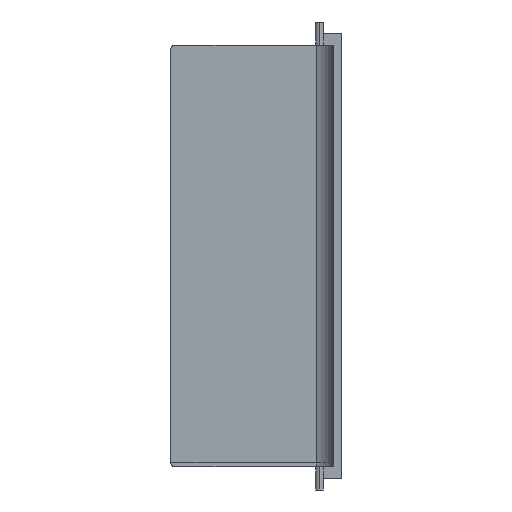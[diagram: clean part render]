
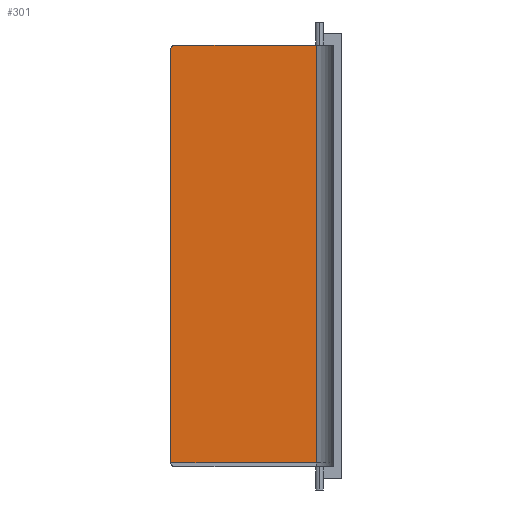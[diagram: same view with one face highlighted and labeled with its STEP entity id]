
A CAD part, left-side view. The second image highlights one B-rep face of the part: STEP entity #301.
In plain terms, the highlighted planar face has unit normal (-1, 0, 0).
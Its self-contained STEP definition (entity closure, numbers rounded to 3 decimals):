
#90=CARTESIAN_POINT('POINT10',(99.,-10.314,-70.
   ));
#91=VERTEX_POINT('VERTEX10',#90);
#99=CARTESIAN_POINT('POINT11',(99.,8.5,-70.));
#100=VERTEX_POINT('VERTEX11',#99);
#101=CARTESIAN_POINT('POS13',(99.,13.527,-70.))
   ;
#102=DIRECTION('DIR16',(0.,-1.,0.));
#103=VECTOR('VEC10',#102,1.);
#104=LINE('STRAIGHT10',#101,#103);
#105=EDGE_CURVE('EDGE11',#100,#91,#104,.T.);
#229=CARTESIAN_POINT('POINT14',(99.,-10.314,
   -16.));
#230=VERTEX_POINT('VERTEX14',#229);
#231=CARTESIAN_POINT('POS17',(99.,-10.314,-5.)
   );
#232=DIRECTION('DIR23',(0.,0.,-1.));
#233=VECTOR('VEC11',#232,1.);
#234=LINE('STRAIGHT11',#231,#233);
#235=EDGE_CURVE('EDGE16',#230,#91,#234,.T.);
#261=CARTESIAN_POINT('POINT16',(99.,8.5,-16.5));
#262=VERTEX_POINT('VERTEX16',#261);
#263=CARTESIAN_POINT('POS21',(99.,8.5,-8.));
#264=DIRECTION('DIR29',(0.,0.,-1.));
#265=VECTOR('VEC13',#264,1.);
#266=LINE('STRAIGHT13',#263,#265);
#267=EDGE_CURVE('EDGE19',#100,#262,#266,.F.);
#268=ORIENTED_EDGE('COEDGE22',*,*,#267,.F.);
#269=ORIENTED_EDGE('COEDGE23',*,*,#105,.T.);
#270=ORIENTED_EDGE('COEDGE24',*,*,#235,.F.);
#271=CARTESIAN_POINT('POINT17',(99.,-10.2,-16.));
#272=VERTEX_POINT('VERTEX17',#271);
#273=CARTESIAN_POINT('POS22',(99.,-13.5,-16.));
#274=DIRECTION('DIR30',(0.,-1.,0.));
#275=VECTOR('VEC14',#274,1.);
#276=LINE('STRAIGHT14',#273,#275);
#277=EDGE_CURVE('EDGE20',#230,#272,#276,.F.);
#278=ORIENTED_EDGE('COEDGE25',*,*,#277,.T.);
#279=CARTESIAN_POINT('POINT18',(99.,8.,-16.));
#280=VERTEX_POINT('VERTEX18',#279);
#281=CARTESIAN_POINT('POS23',(99.,-13.5,-16.));
#282=DIRECTION('DIR31',(0.,1.,0.));
#283=VECTOR('VEC15',#282,1.);
#284=LINE('STRAIGHT15',#281,#283);
#285=EDGE_CURVE('EDGE21',#272,#280,#284,.T.);
#286=ORIENTED_EDGE('COEDGE26',*,*,#285,.T.);
#287=CARTESIAN_POINT('POS24',(99.,8.,-16.5));
#288=DIRECTION('DIR32',(1.,0.,0.));
#289=DIRECTION('DIR33',(0.,0.,1.));
#290=AXIS2_PLACEMENT_3D('AXIS9',#287,#288,#289);
#291=CIRCLE('ELLIPSE5',#290,0.5);
#292=EDGE_CURVE('EDGE22',#280,#262,#291,.F.);
#293=ORIENTED_EDGE('COEDGE27',*,*,#292,.T.);
#294=EDGE_LOOP('NONE',(#268,#269,#270,#278,#286,#293));
#295=FACE_BOUND('LOOP1',#294,.T.);
#296=CARTESIAN_POINT('POS25',(99.,-13.5,0.));
#297=DIRECTION('DIR34',(1.,0.,0.));
#298=DIRECTION('DIR35',(0.,1.,0.));
#299=AXIS2_PLACEMENT_3D('AXIS10',#296,#297,#298);
#300=PLANE('PLANE3',#299);
#301=ADVANCED_FACE('FACE6',(#295),#300,.F.);
